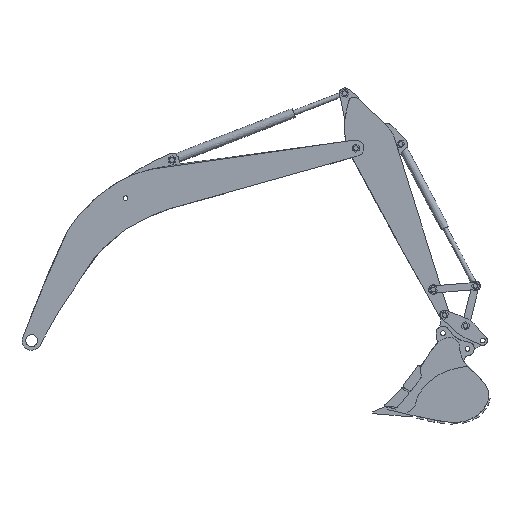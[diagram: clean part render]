
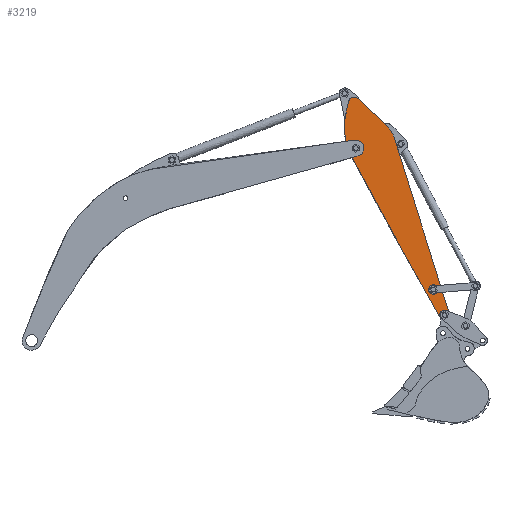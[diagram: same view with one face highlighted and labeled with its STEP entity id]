
A CAD part, left-side view. The second image highlights one B-rep face of the part: STEP entity #3219.
In plain terms, the highlighted free-form (B-spline) face has degree [1, 1] with [2, 2] control points.
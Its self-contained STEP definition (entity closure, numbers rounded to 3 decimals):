
#1742 = VERTEX_POINT('',#1743);
#1743 = CARTESIAN_POINT('',(-94.11,-2594.99,
    440.959));
#1748 = EDGE_CURVE('',#1742,#1742,#1749,.T.);
#1749 = ( BOUNDED_CURVE() B_SPLINE_CURVE(2,(#1750,#1751,#1752,#1753,
#1754,#1755,#1756),.UNSPECIFIED.,.T.,.F.) B_SPLINE_CURVE_WITH_KNOTS((3,2
    ,2,3),(3.142,5.236,7.33,9.425),
.PIECEWISE_BEZIER_KNOTS.) CURVE() GEOMETRIC_REPRESENTATION_ITEM() 
RATIONAL_B_SPLINE_CURVE((1.,0.5,1.,0.5,1.,0.5,1.)) REPRESENTATION_ITEM(
  '') );
#1750 = CARTESIAN_POINT('',(-94.11,-2594.99,
    440.959));
#1751 = CARTESIAN_POINT('',(-94.11,-2607.019,
    406.792));
#1752 = CARTESIAN_POINT('',(-94.11,-2571.414,
    413.459));
#1753 = CARTESIAN_POINT('',(-94.11,-2535.81,
    420.125));
#1754 = CARTESIAN_POINT('',(-94.11,-2559.386,
    447.626));
#1755 = CARTESIAN_POINT('',(-94.11,-2582.961,
    475.127));
#1756 = CARTESIAN_POINT('',(-94.11,-2594.99,
    440.959));
#1794 = VERTEX_POINT('',#1795);
#1795 = CARTESIAN_POINT('',(-94.11,-2496.986,
    665.711));
#1800 = EDGE_CURVE('',#1794,#1794,#1801,.T.);
#1801 = ( BOUNDED_CURVE() B_SPLINE_CURVE(2,(#1802,#1803,#1804,#1805,
#1806,#1807,#1808),.UNSPECIFIED.,.T.,.F.) B_SPLINE_CURVE_WITH_KNOTS((3,2
    ,2,3),(3.142,5.236,7.33,9.425),
.PIECEWISE_BEZIER_KNOTS.) CURVE() GEOMETRIC_REPRESENTATION_ITEM() 
RATIONAL_B_SPLINE_CURVE((1.,0.5,1.,0.5,1.,0.5,1.)) REPRESENTATION_ITEM(
  '') );
#1802 = CARTESIAN_POINT('',(-94.11,-2496.986,
    665.711));
#1803 = CARTESIAN_POINT('',(-94.11,-2509.015,
    631.543));
#1804 = CARTESIAN_POINT('',(-94.11,-2473.411,
    638.21));
#1805 = CARTESIAN_POINT('',(-94.11,-2437.806,
    644.876));
#1806 = CARTESIAN_POINT('',(-94.11,-2461.382,
    672.377));
#1807 = CARTESIAN_POINT('',(-94.11,-2484.958,
    699.878));
#1808 = CARTESIAN_POINT('',(-94.11,-2496.986,
    665.711));
#1846 = VERTEX_POINT('',#1847);
#1847 = CARTESIAN_POINT('',(-94.11,-1814.137,
    1910.833));
#1852 = EDGE_CURVE('',#1846,#1846,#1853,.T.);
#1853 = ( BOUNDED_CURVE() B_SPLINE_CURVE(2,(#1854,#1855,#1856,#1857,
#1858,#1859,#1860),.UNSPECIFIED.,.T.,.F.) B_SPLINE_CURVE_WITH_KNOTS((3,2
    ,2,3),(3.142,5.236,7.33,9.425),
.PIECEWISE_BEZIER_KNOTS.) CURVE() GEOMETRIC_REPRESENTATION_ITEM() 
RATIONAL_B_SPLINE_CURVE((1.,0.5,1.,0.5,1.,0.5,1.)) REPRESENTATION_ITEM(
  '') );
#1854 = CARTESIAN_POINT('',(-94.11,-1814.137,
    1910.833));
#1855 = CARTESIAN_POINT('',(-94.11,-1826.166,
    1876.665));
#1856 = CARTESIAN_POINT('',(-94.11,-1790.562,
    1883.332));
#1857 = CARTESIAN_POINT('',(-94.11,-1754.957,
    1889.999));
#1858 = CARTESIAN_POINT('',(-94.11,-1778.533,
    1917.499));
#1859 = CARTESIAN_POINT('',(-94.11,-1802.108,
    1945.));
#1860 = CARTESIAN_POINT('',(-94.11,-1814.137,
    1910.833));
#2149 = VERTEX_POINT('',#2150);
#2150 = CARTESIAN_POINT('',(-94.11,-2135.677,
    1988.985));
#2155 = EDGE_CURVE('',#2156,#2149,#2158,.T.);
#2156 = VERTEX_POINT('',#2157);
#2157 = CARTESIAN_POINT('',(-94.11,-2618.174,
    447.446));
#2158 = B_SPLINE_CURVE_WITH_KNOTS('',1,(#2159,#2160),.UNSPECIFIED.,.F.,
  .F.,(2,2),(-1961.818,0.),
  .PIECEWISE_BEZIER_KNOTS.);
#2159 = CARTESIAN_POINT('',(-94.11,-2618.174,
    447.446));
#2160 = CARTESIAN_POINT('',(-94.11,-2135.677,
    1988.985));
#2219 = VERTEX_POINT('',#2220);
#2220 = CARTESIAN_POINT('',(-94.11,-2062.794,
    2105.521));
#2225 = EDGE_CURVE('',#2149,#2219,#2226,.T.);
#2226 = ( BOUNDED_CURVE() B_SPLINE_CURVE(2,(#2227,#2228,#2229),
.UNSPECIFIED.,.F.,.F.) B_SPLINE_CURVE_WITH_KNOTS((3,3),(5.772,
6.283),.PIECEWISE_BEZIER_KNOTS.) CURVE() 
GEOMETRIC_REPRESENTATION_ITEM() RATIONAL_B_SPLINE_CURVE((1.,
0.968,1.)) REPRESENTATION_ITEM('') );
#2227 = CARTESIAN_POINT('',(-94.11,-2135.677,
    1988.985));
#2228 = CARTESIAN_POINT('',(-94.11,-2114.459,
    2056.774));
#2229 = CARTESIAN_POINT('',(-94.11,-2062.794,
    2105.521));
#2638 = VERTEX_POINT('',#2639);
#2639 = CARTESIAN_POINT('',(-94.11,-1816.043,
    2338.335));
#2644 = EDGE_CURVE('',#2219,#2638,#2645,.T.);
#2645 = B_SPLINE_CURVE_WITH_KNOTS('',1,(#2646,#2647),.UNSPECIFIED.,.F.,
  .F.,(2,2),(-412.027,0.),.PIECEWISE_BEZIER_KNOTS.);
#2646 = CARTESIAN_POINT('',(-94.11,-2062.794,
    2105.521));
#2647 = CARTESIAN_POINT('',(-94.11,-1816.043,
    2338.335));
#2662 = VERTEX_POINT('',#2663);
#2663 = CARTESIAN_POINT('',(-94.11,-1729.774,
    2314.257));
#2668 = EDGE_CURVE('',#2638,#2662,#2669,.T.);
#2669 = ( BOUNDED_CURVE() B_SPLINE_CURVE(2,(#2670,#2671,#2672),
.UNSPECIFIED.,.F.,.F.) B_SPLINE_CURVE_WITH_KNOTS((3,3),(3.618,
5.675),.PIECEWISE_BEZIER_KNOTS.) CURVE() 
GEOMETRIC_REPRESENTATION_ITEM() RATIONAL_B_SPLINE_CURVE((1.,
0.516,1.)) REPRESENTATION_ITEM('') );
#2670 = CARTESIAN_POINT('',(-94.11,-1816.043,
    2338.335));
#2671 = CARTESIAN_POINT('',(-94.11,-1752.927,
    2397.887));
#2672 = CARTESIAN_POINT('',(-94.11,-1729.774,
    2314.257));
#3219 = ADVANCED_FACE('',(#3220,#3259,#3262,#3265),#3268,.F.);
#3220 = FACE_BOUND('',#3221,.T.);
#3221 = EDGE_LOOP('',(#3222,#3223,#3248,#3256,#3257,#3258));
#3222 = ORIENTED_EDGE('',*,*,#2668,.T.);
#3223 = ORIENTED_EDGE('',*,*,#3224,.T.);
#3224 = EDGE_CURVE('',#2662,#3225,#3227,.T.);
#3225 = VERTEX_POINT('',#3226);
#3226 = CARTESIAN_POINT('',(-94.11,-2536.773,
    410.772));
#3227 = B_SPLINE_CURVE_WITH_KNOTS('',5,(#3228,#3229,#3230,#3231,#3232,
    #3233,#3234,#3235,#3236,#3237,#3238,#3239,#3240,#3241,#3242,#3243,
    #3244,#3245,#3246,#3247),.UNSPECIFIED.,.F.,.F.,(6,1,1,1,1,1,1,1,1,1,
    1,1,1,1,1,6),(0.,0.067,0.133,0.2,
    0.267,0.333,0.4,0.467,0.533,0.6,
    0.667,0.733,0.8,0.867,0.933,1.),
  .UNSPECIFIED.);
#3228 = CARTESIAN_POINT('',(-94.11,-1729.774,
    2314.257));
#3229 = CARTESIAN_POINT('',(-94.11,-1726.987,
    2304.188));
#3230 = CARTESIAN_POINT('',(-94.11,-1721.338,
    2283.065));
#3231 = CARTESIAN_POINT('',(-94.11,-1712.644,
    2248.422));
#3232 = CARTESIAN_POINT('',(-94.11,-1701.414,
    2196.295));
#3233 = CARTESIAN_POINT('',(-94.11,-1692.218,
    2121.715));
#3234 = CARTESIAN_POINT('',(-94.11,-1692.485,
    2039.223));
#3235 = CARTESIAN_POINT('',(-94.11,-1705.641,
    1952.011));
#3236 = CARTESIAN_POINT('',(-94.11,-1734.964,
    1859.729));
#3237 = CARTESIAN_POINT('',(-94.11,-1783.119,
    1758.571));
#3238 = CARTESIAN_POINT('',(-94.11,-1854.603,
    1629.414));
#3239 = CARTESIAN_POINT('',(-94.11,-1949.035,
    1463.054));
#3240 = CARTESIAN_POINT('',(-94.11,-2060.695,
    1265.35));
#3241 = CARTESIAN_POINT('',(-94.11,-2180.985,
    1049.701));
#3242 = CARTESIAN_POINT('',(-94.11,-2299.498,
    835.182));
#3243 = CARTESIAN_POINT('',(-94.11,-2405.58,
    642.514));
#3244 = CARTESIAN_POINT('',(-94.11,-2472.84,
    521.365));
#3245 = CARTESIAN_POINT('',(-94.11,-2510.226,
    455.593));
#3246 = CARTESIAN_POINT('',(-94.11,-2528.956,
    423.717));
#3247 = CARTESIAN_POINT('',(-94.11,-2536.773,
    410.772));
#3248 = ORIENTED_EDGE('',*,*,#3249,.T.);
#3249 = EDGE_CURVE('',#3225,#2156,#3250,.T.);
#3250 = ( BOUNDED_CURVE() B_SPLINE_CURVE(2,(#3251,#3252,#3253,#3254,
#3255),.UNSPECIFIED.,.F.,.F.) B_SPLINE_CURVE_WITH_KNOTS((3,2,3),(
    0.205,1.656,3.106),
.PIECEWISE_BEZIER_KNOTS.) CURVE() GEOMETRIC_REPRESENTATION_ITEM() 
RATIONAL_B_SPLINE_CURVE((1.,0.748,1.,0.748,1.)) 
REPRESENTATION_ITEM('') );
#3251 = CARTESIAN_POINT('',(-94.11,-2536.773,
    410.772));
#3252 = CARTESIAN_POINT('',(-94.11,-2557.382,
    376.642));
#3253 = CARTESIAN_POINT('',(-94.11,-2593.733,
    393.019));
#3254 = CARTESIAN_POINT('',(-94.11,-2630.084,
    409.396));
#3255 = CARTESIAN_POINT('',(-94.11,-2618.174,
    447.446));
#3256 = ORIENTED_EDGE('',*,*,#2155,.T.);
#3257 = ORIENTED_EDGE('',*,*,#2225,.T.);
#3258 = ORIENTED_EDGE('',*,*,#2644,.T.);
#3259 = FACE_BOUND('',#3260,.T.);
#3260 = EDGE_LOOP('',(#3261));
#3261 = ORIENTED_EDGE('',*,*,#1748,.T.);
#3262 = FACE_BOUND('',#3263,.T.);
#3263 = EDGE_LOOP('',(#3264));
#3264 = ORIENTED_EDGE('',*,*,#1800,.T.);
#3265 = FACE_BOUND('',#3266,.T.);
#3266 = EDGE_LOOP('',(#3267));
#3267 = ORIENTED_EDGE('',*,*,#1852,.T.);
#3268 = B_SPLINE_SURFACE_WITH_KNOTS('',1,1,(
    (#3269,#3270)
    ,(#3271,#3272
    )),.UNSPECIFIED.,.F.,.F.,.F.,(2,2),(2,2),(-255.699,
    255.699),(-1288.418,1288.418),
  .PIECEWISE_BEZIER_KNOTS.);
#3269 = CARTESIAN_POINT('',(-94.11,-2686.305,
    425.438));
#3270 = CARTESIAN_POINT('',(-94.11,-1981.754,
    2426.707));
#3271 = CARTESIAN_POINT('',(-94.11,-2289.134,
    285.614));
#3272 = CARTESIAN_POINT('',(-94.11,-1584.583,
    2286.882));
